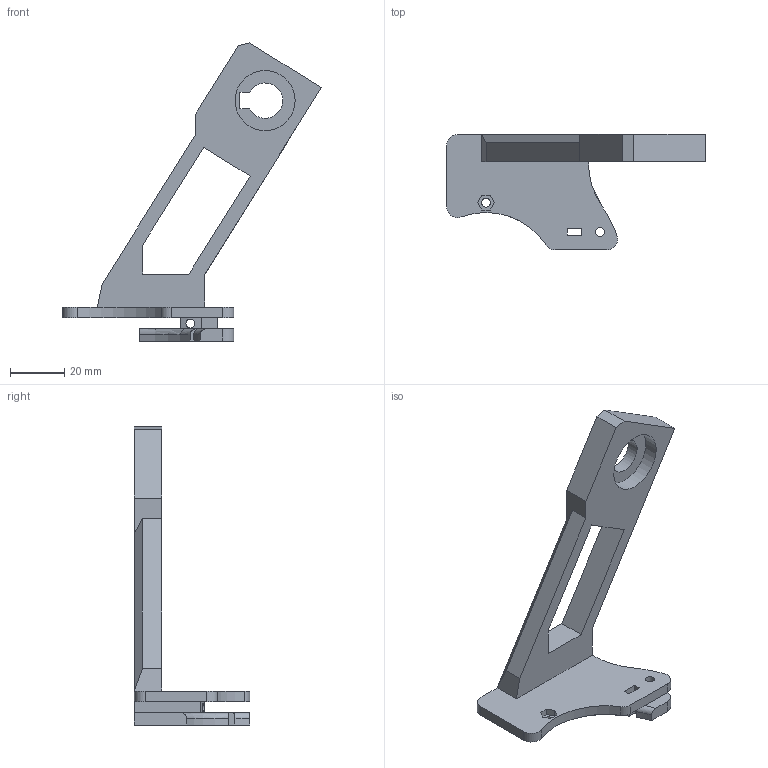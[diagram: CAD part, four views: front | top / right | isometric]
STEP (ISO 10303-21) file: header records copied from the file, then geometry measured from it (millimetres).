
FILE_DESCRIPTION(/* description */ ('STEP AP242','CAx-IF Rec.Pracs.---Representation and Presentation of Product Manufacturing Information (PMI)---4.0---2014-10-13','CAx-IF Rec.Pracs.---3D Tessellated Geometry---0.4---2014-09-14','2;1'),/* implementation_level */ '2;1');
FILE_NAME(/* name */ 'Part Studio 1 - arm_right',/* time_stamp */ '2025-09-22T03:41:42Z',/* author */ (''),/* organization */ (''),/* preprocessor_version */ 'ST-DEVELOPER v20',/* originating_system */ 'ONSHAPE BY PTC INC, 1.204',/* authorisation */ ' ');
FILE_SCHEMA (('AP242_MANAGED_MODEL_BASED_3D_ENGINEERING_MIM_LF { 1 0 10303 442 1 1 4 }'));
Length unit declared in the file: metre
Products named in the file (1): arm_right
Bounding box: 95.21 x 42.44 x 109.73 mm (x, y, z)
Volume: 32402.7 mm3; surface area: 15429.3 mm2
Topology: 1 solids, 1 shells, 74 faces, 205 edges, 136 vertices
Faces by surface type: plane 52, cylinder 19, torus 2, bspline 1
Full cylindrical faces by diameter (mm): 3.25 x4, 6 x1, 22.1 x1
Entity records: 2377 total; most frequent: CARTESIAN_POINT 450, ORIENTED_EDGE 394, DIRECTION 375, EDGE_CURVE 197, LINE 149, VECTOR 149, VERTEX_POINT 134, AXIS2_PLACEMENT_3D 113
